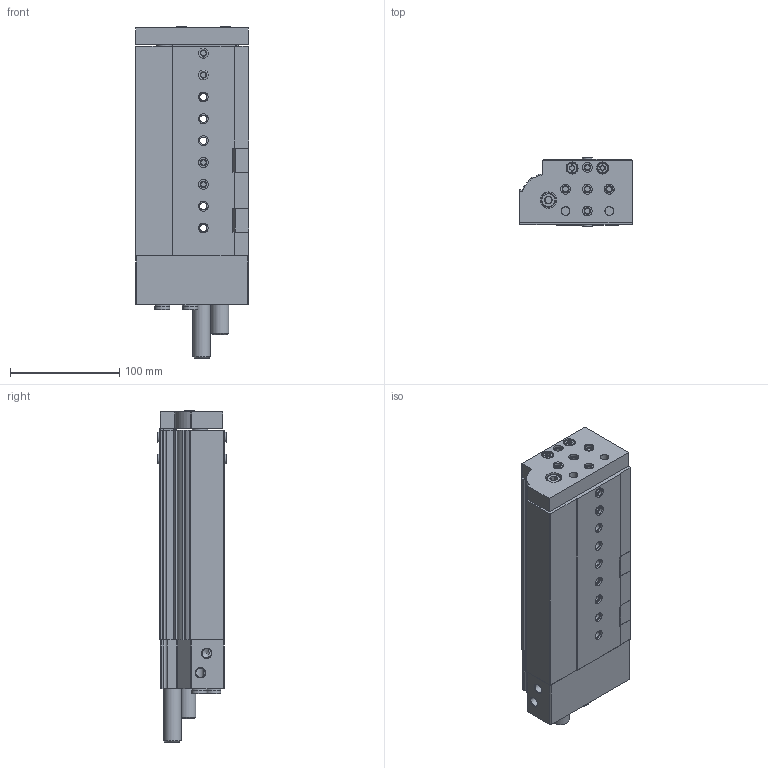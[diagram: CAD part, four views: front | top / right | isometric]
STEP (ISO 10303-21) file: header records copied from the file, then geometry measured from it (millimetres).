
FILE_DESCRIPTION(/* description */ ('STEP AP214'),/* implementation_level */ '2;1');
FILE_NAME(/* name */ '544044_DGSL-25-80-P1A',/* time_stamp */ '2024-08-16T03:20:14+02:00',/* author */ ('License CC BY-ND 4.0'),/* organization */ ('CADENAS'),/* preprocessor_version */ 'ST-DEVELOPER v19.3',/* originating_system */ 'PARTsolutions',/* authorisation */ ' ');
FILE_SCHEMA (('AUTOMOTIVE_DESIGN {1 0 10303 214 3 1 1}'));
Length unit declared in the file: millimetre
Products named in the file (8): 544044 DGSL-25-80-P1A---(0); DGSL-25---(80-0-0-20-zr); 548377 DYEF-M16-Y1F_P; 3568 B-1/8; 686789 DGSL-25-AS; 686805 DGSL-25-AS; DGSL-25---(80-0-JP); 8137184 ZBH-9-B
Assembly tree (14 placements, depth 2):
  544044 DGSL-25-80-P1A---(0)
    DGSL-25---(80-0-0-20-zr)
    548377 DYEF-M16-Y1F_P  x2
    3568 B-1/8  x2
    686789 DGSL-25-AS
    686805 DGSL-25-AS
    DGSL-25---(80-0-JP)
    8137184 ZBH-9-B  x6
Bounding box: 104 x 63.6 x 303.8 mm (x, y, z)
Volume: 1171853.9 mm3; surface area: 220183.5 mm2
Topology: 14 solids, 14 shells, 742 faces, 1825 edges, 1190 vertices
Faces by surface type: plane 385, cylinder 265, cone 71, torus 21
Full cylindrical faces by diameter (mm): 3.242 x1, 4.917 x13, 6.6 x5, 6.647 x2, 7.8 x2, 8 x4, 8.4 x1, 8.566 x4, 8.917 x2, 9 x18, 9.728 x2, 10 x8, 11 x12, 11.2 x5, 12 x2, 12.6 x2, 13 x3, 14 x4, 14.07 x2, 14.917 x2, 15 x3, 16 x2, 32 x2
Entity records: 19487 total; most frequent: CARTESIAN_POINT 3423, DIRECTION 3361, ORIENTED_EDGE 2934, EDGE_CURVE 1467, AXIS2_PLACEMENT_3D 1260, VERTEX_POINT 1059, FACE_BOUND 954, EDGE_LOOP 947
